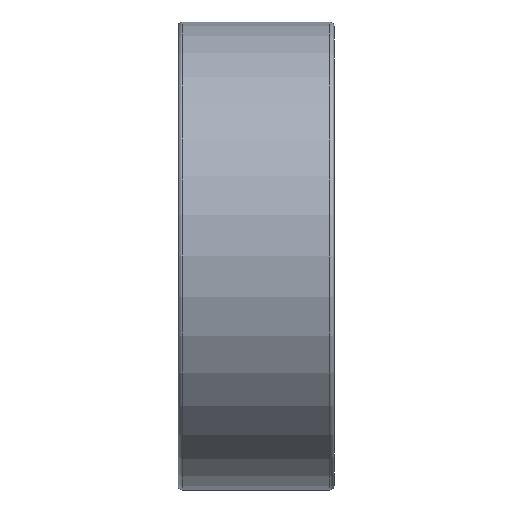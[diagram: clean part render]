
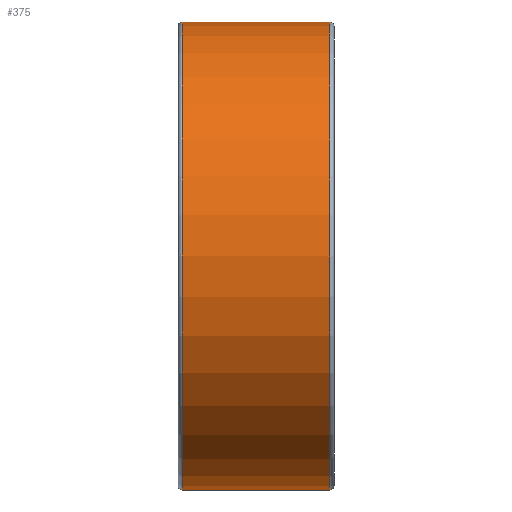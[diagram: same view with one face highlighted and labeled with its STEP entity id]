
A CAD part, front view. The second image highlights one B-rep face of the part: STEP entity #375.
In plain terms, the highlighted cylindrical face has radius 14.287 mm (diameter 28.575 mm), a full revolution.
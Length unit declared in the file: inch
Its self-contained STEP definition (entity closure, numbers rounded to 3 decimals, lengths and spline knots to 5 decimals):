
#42=CYLINDRICAL_SURFACE($,#434,0.5625);
#53=FACE_BOUND($,#119,.T.);
#83=FACE_OUTER_BOUND($,#118,.T.);
#118=EDGE_LOOP($,(#298));
#119=EDGE_LOOP($,(#299));
#181=CIRCLE($,#433,0.5625);
#182=CIRCLE($,#435,0.5625);
#217=VERTEX_POINT($,#653);
#218=VERTEX_POINT($,#656);
#261=EDGE_CURVE($,#217,#217,#181,.T.);
#262=EDGE_CURVE($,#218,#218,#182,.T.);
#298=ORIENTED_EDGE($,*,*,#262,.F.);
#299=ORIENTED_EDGE($,*,*,#261,.F.);
#375=ADVANCED_FACE($,(#83,#53),#42,.T.);
#433=AXIS2_PLACEMENT_3D($,#654,#509,#510);
#434=AXIS2_PLACEMENT_3D($,#655,#511,#512);
#435=AXIS2_PLACEMENT_3D($,#657,#513,#514);
#509=DIRECTION('center_axis',(1.,0.,0.));
#510=DIRECTION('ref_axis',(0.,0.,-1.));
#511=DIRECTION('center_axis',(1.,0.,0.));
#512=DIRECTION('ref_axis',(0.,-1.,0.));
#513=DIRECTION('center_axis',(-1.,0.,0.));
#514=DIRECTION('ref_axis',(0.,0.,-1.));
#653=CARTESIAN_POINT('',(0.1775,0.,0.5625));
#654=CARTESIAN_POINT('Origin',(0.1775,0.,0.));
#655=CARTESIAN_POINT('Origin',(-0.20625,0.,0.));
#656=CARTESIAN_POINT('',(-0.1775,0.,0.5625));
#657=CARTESIAN_POINT('Origin',(-0.1775,0.,0.));
